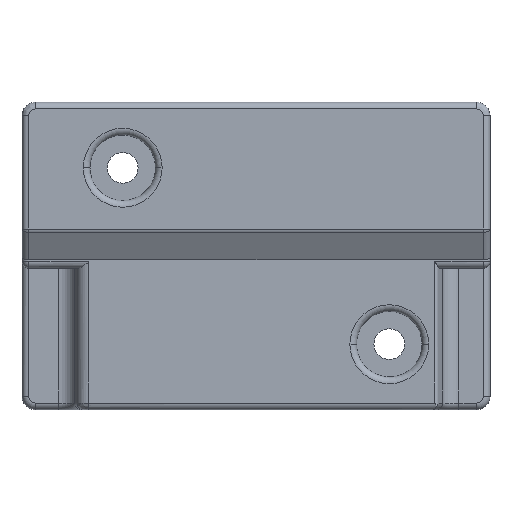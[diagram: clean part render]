
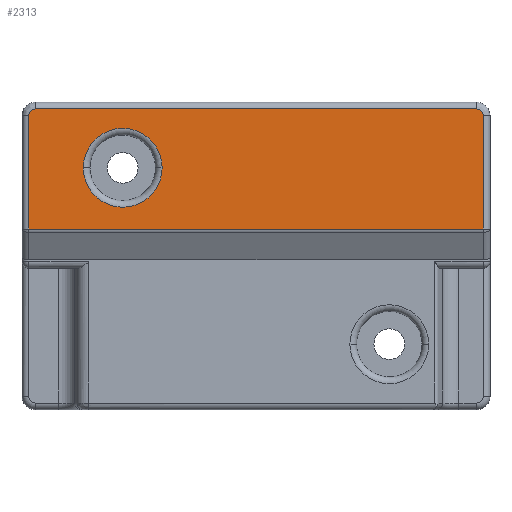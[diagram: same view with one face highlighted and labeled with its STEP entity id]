
A CAD part, left-side view. The second image highlights one B-rep face of the part: STEP entity #2313.
In plain terms, the highlighted planar face has unit normal (-1, 0, 0).
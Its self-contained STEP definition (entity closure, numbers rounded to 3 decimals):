
#736=DIRECTION('',(0.,0.,1.));
#737=VECTOR('',#736,8.481);
#738=CARTESIAN_POINT('',(-1.24,-17.,2.019));
#739=LINE('',#738,#737);
#743=DIRECTION('',(0.,-1.,0.));
#744=VECTOR('',#743,34.);
#745=CARTESIAN_POINT('',(-1.24,17.,2.019));
#746=LINE('',#745,#744);
#750=DIRECTION('',(0.,0.,-1.));
#751=VECTOR('',#750,8.481);
#752=CARTESIAN_POINT('',(-1.24,17.,10.5));
#753=LINE('',#752,#751);
#757=CARTESIAN_POINT('',(-1.24,16.5,10.5));
#758=DIRECTION('',(-1.,0.,0.));
#759=DIRECTION('',(0.,0.,1.));
#760=AXIS2_PLACEMENT_3D('',#757,#758,#759);
#765=DIRECTION('',(0.,1.,0.));
#766=VECTOR('',#765,33.);
#767=CARTESIAN_POINT('',(-1.24,-16.5,11.));
#768=LINE('',#767,#766);
#772=CARTESIAN_POINT('',(-1.24,-16.5,10.5));
#773=DIRECTION('',(-1.,0.,0.));
#774=DIRECTION('',(0.,-1.,0.));
#775=AXIS2_PLACEMENT_3D('',#772,#773,#774);
#780=CARTESIAN_POINT('',(-1.24,9.97,6.595));
#781=DIRECTION('',(1.,0.,0.));
#782=DIRECTION('',(0.,1.,0.));
#783=AXIS2_PLACEMENT_3D('',#780,#781,#782);
#788=CARTESIAN_POINT('',(-1.24,9.97,6.595));
#789=DIRECTION('',(1.,0.,0.));
#790=DIRECTION('',(0.,-1.,0.));
#791=AXIS2_PLACEMENT_3D('',#788,#789,#790);
#1592=CARTESIAN_POINT('',(-1.24,-17.,2.019));
#1593=CARTESIAN_POINT('',(-1.24,-17.,10.5));
#1594=VERTEX_POINT('',#1592);
#1595=VERTEX_POINT('',#1593);
#1600=CARTESIAN_POINT('',(-1.24,-16.5,11.));
#1601=VERTEX_POINT('',#1600);
#1604=CARTESIAN_POINT('',(-1.24,16.5,11.));
#1605=VERTEX_POINT('',#1604);
#1608=CARTESIAN_POINT('',(-1.24,17.,10.5));
#1609=VERTEX_POINT('',#1608);
#1614=CARTESIAN_POINT('',(-1.24,17.,2.019));
#1615=VERTEX_POINT('',#1614);
#1690=CARTESIAN_POINT('',(-1.24,12.92,6.595));
#1691=CARTESIAN_POINT('',(-1.24,7.02,6.595));
#1692=VERTEX_POINT('',#1690);
#1693=VERTEX_POINT('',#1691);
#2289=CARTESIAN_POINT('',(-1.24,0.,0.));
#2290=DIRECTION('',(-1.,0.,0.));
#2291=DIRECTION('',(0.,-1.,0.));
#2292=AXIS2_PLACEMENT_3D('',#2289,#2290,#2291);
#2293=PLANE('',#2292);
#2295=ORIENTED_EDGE('',*,*,#2294,.F.);
#2297=ORIENTED_EDGE('',*,*,#2296,.F.);
#2299=ORIENTED_EDGE('',*,*,#2298,.F.);
#2301=ORIENTED_EDGE('',*,*,#2300,.F.);
#2303=ORIENTED_EDGE('',*,*,#2302,.F.);
#2304=ORIENTED_EDGE('',*,*,#2279,.F.);
#2305=EDGE_LOOP('',(#2295,#2297,#2299,#2301,#2303,#2304));
#2306=FACE_OUTER_BOUND('',#2305,.F.);
#2308=ORIENTED_EDGE('',*,*,#2307,.F.);
#2310=ORIENTED_EDGE('',*,*,#2309,.F.);
#2311=EDGE_LOOP('',(#2308,#2310));
#2312=FACE_BOUND('',#2311,.F.);
#2313=ADVANCED_FACE('',(#2306,#2312),#2293,.T.);
#761=CIRCLE('',#760,0.5);
#776=CIRCLE('',#775,0.5);
#784=CIRCLE('',#783,2.95);
#792=CIRCLE('',#791,2.95);
#2279=EDGE_CURVE('',#1595,#1601,#776,.T.);
#2294=EDGE_CURVE('',#1594,#1595,#739,.T.);
#2296=EDGE_CURVE('',#1615,#1594,#746,.T.);
#2298=EDGE_CURVE('',#1609,#1615,#753,.T.);
#2300=EDGE_CURVE('',#1605,#1609,#761,.T.);
#2302=EDGE_CURVE('',#1601,#1605,#768,.T.);
#2307=EDGE_CURVE('',#1692,#1693,#784,.T.);
#2309=EDGE_CURVE('',#1693,#1692,#792,.T.);
